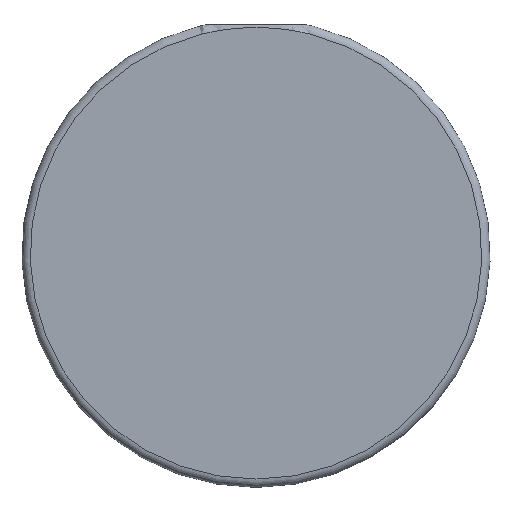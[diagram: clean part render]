
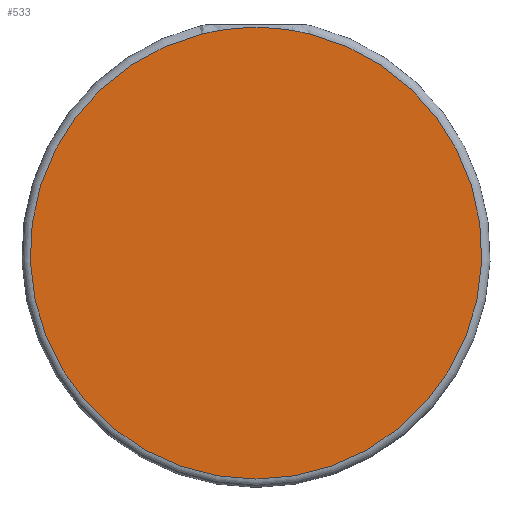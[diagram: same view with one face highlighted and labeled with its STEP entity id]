
A CAD part, front view. The second image highlights one B-rep face of the part: STEP entity #533.
In plain terms, the highlighted planar face has unit normal (0, -1, 0).
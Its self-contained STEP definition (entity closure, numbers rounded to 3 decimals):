
#25=PLANE('',#589);
#56=FACE_OUTER_BOUND('',#88,.T.);
#88=EDGE_LOOP('',(#393,#394,#395));
#119=CIRCLE('',#578,27.);
#120=CIRCLE('',#579,27.);
#122=CIRCLE('',#581,27.);
#234=VERTEX_POINT('',#807);
#235=VERTEX_POINT('',#808);
#236=VERTEX_POINT('',#810);
#284=EDGE_CURVE('',#234,#235,#119,.T.);
#285=EDGE_CURVE('',#235,#236,#120,.T.);
#291=EDGE_CURVE('',#236,#234,#122,.T.);
#393=ORIENTED_EDGE('',*,*,#284,.F.);
#394=ORIENTED_EDGE('',*,*,#291,.F.);
#395=ORIENTED_EDGE('',*,*,#285,.F.);
#533=ADVANCED_FACE('',(#56),#25,.T.);
#578=AXIS2_PLACEMENT_3D('',#809,#645,#646);
#579=AXIS2_PLACEMENT_3D('',#811,#647,#648);
#581=AXIS2_PLACEMENT_3D('',#852,#651,#652);
#589=AXIS2_PLACEMENT_3D('',#952,#673,#674);
#645=DIRECTION('center_axis',(0.,1.,0.));
#646=DIRECTION('ref_axis',(1.,0.,0.));
#647=DIRECTION('center_axis',(0.,1.,0.));
#648=DIRECTION('ref_axis',(1.,0.,0.));
#651=DIRECTION('center_axis',(0.,1.,0.));
#652=DIRECTION('ref_axis',(1.,0.,0.));
#673=DIRECTION('center_axis',(0.,-1.,0.));
#674=DIRECTION('ref_axis',(1.,0.,0.));
#807=CARTESIAN_POINT('',(6.517,-2.,26.202));
#808=CARTESIAN_POINT('',(-6.517,-2.,26.202));
#809=CARTESIAN_POINT('Origin',(0.,-2.,0.));
#810=CARTESIAN_POINT('',(0.,-2.,27.));
#811=CARTESIAN_POINT('Origin',(0.,-2.,0.));
#852=CARTESIAN_POINT('Origin',(0.,-2.,0.));
#952=CARTESIAN_POINT('Origin',(0.,-2.,0.));
